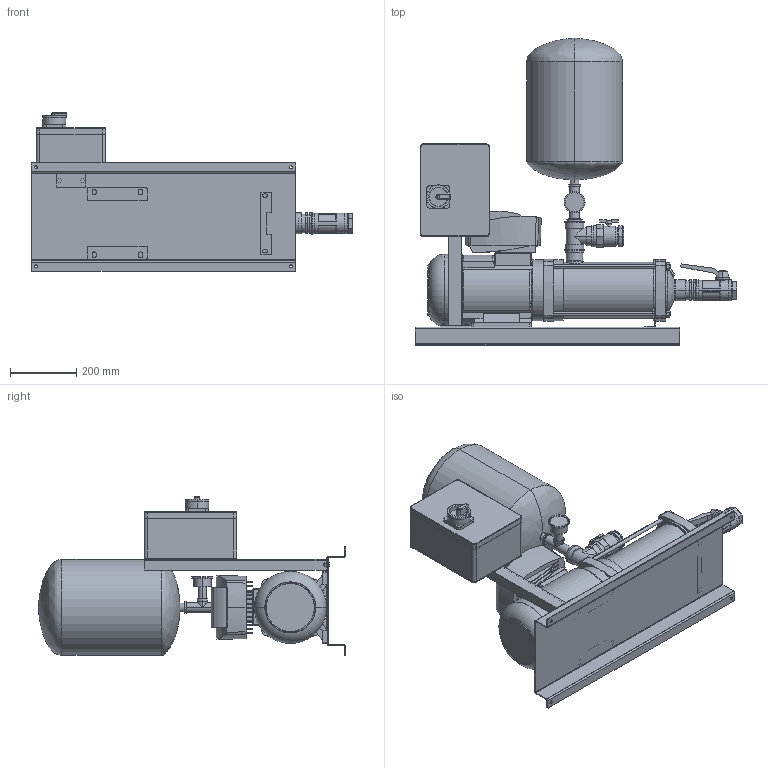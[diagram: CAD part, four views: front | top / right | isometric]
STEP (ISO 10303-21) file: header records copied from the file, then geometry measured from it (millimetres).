
FILE_DESCRIPTION (( 'STEP AP214' ), '1' );
FILE_NAME ('1EH_15-7_TE_ZB00046146.STEP', '2022-07-17T14:03:50', ( '' ), ( '' ), 'SwSTEP 2.0', 'SolidWorks 2020', '' );
FILE_SCHEMA (( 'AUTOMOTIVE_DESIGN' ));
Length unit declared in the file: millimetre
Products named in the file (1): 1EH_15-7_TE_ZB00046146
Bounding box: 971.85 x 928.5 x 480 mm (x, y, z)
Volume: 44636596.1 mm3; surface area: 3425510.9 mm2
Topology: 41 solids, 41 shells, 959 faces, 2315 edges, 1510 vertices
Faces by surface type: plane 486, cylinder 377, cone 47, torus 29, bspline 14, sphere 6
Entity records: 42143 total; most frequent: CARTESIAN_POINT 8202, DIRECTION 4873, ORIENTED_EDGE 4622, EDGE_CURVE 2311, AXIS2_PLACEMENT_3D 1782, VERTEX_POINT 1510, LINE 1309, VECTOR 1309
